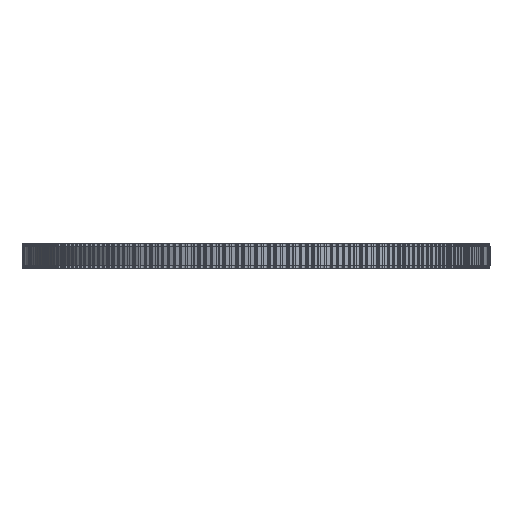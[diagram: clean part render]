
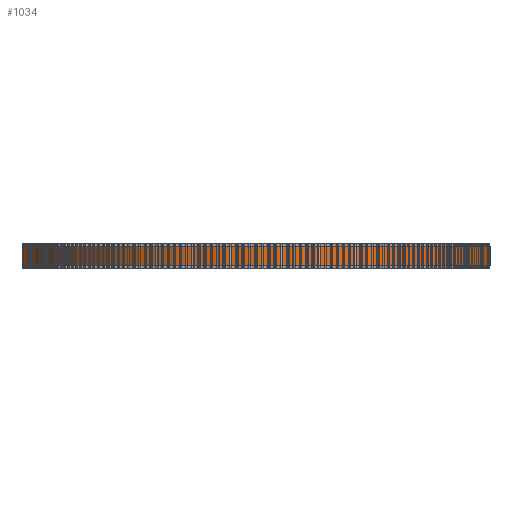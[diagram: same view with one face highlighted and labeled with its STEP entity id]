
A CAD part, front view. The second image highlights one B-rep face of the part: STEP entity #1034.
In plain terms, the highlighted cylindrical face has radius 72.575 mm (diameter 145.149 mm), a full revolution.
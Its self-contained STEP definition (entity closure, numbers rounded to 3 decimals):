
#97=FACE_BOUND('',#3776,.T.);
#98=FACE_BOUND('',#3777,.T.);
#1034=ADVANCED_FACE('',(#97,#98),#1947,.T.);
#1947=CYLINDRICAL_SURFACE('',#20207,72.575);
#3776=EDGE_LOOP('',(#11074));
#3777=EDGE_LOOP('',(#11075));
#11074=ORIENTED_EDGE('',*,*,#15638,.T.);
#11075=ORIENTED_EDGE('',*,*,#15639,.T.);
#12900=VERTEX_POINT('',#32080);
#12901=VERTEX_POINT('',#32082);
#15638=EDGE_CURVE('',#12900,#12900,#17464,.T.);
#15639=EDGE_CURVE('',#12901,#12901,#17465,.T.);
#17464=CIRCLE('',#20205,72.575);
#17465=CIRCLE('',#20206,72.575);
#20205=AXIS2_PLACEMENT_3D('',#32079,#26598,#26599);
#20206=AXIS2_PLACEMENT_3D('',#32081,#26600,#26601);
#20207=AXIS2_PLACEMENT_3D('',#32083,#26602,#26603);
#26598=DIRECTION('',(0.,0.,1.));
#26599=DIRECTION('',(1.,0.,0.));
#26600=DIRECTION('',(0.,0.,-1.));
#26601=DIRECTION('',(1.,0.,0.));
#26602=DIRECTION('',(0.,0.,1.));
#26603=DIRECTION('',(1.,0.,0.));
#32079=CARTESIAN_POINT('',(0.,0.,1.));
#32080=CARTESIAN_POINT('',(72.575,0.,1.));
#32081=CARTESIAN_POINT('',(0.,0.,7.));
#32082=CARTESIAN_POINT('',(72.575,0.,7.));
#32083=CARTESIAN_POINT('',(0.,0.,1.));
